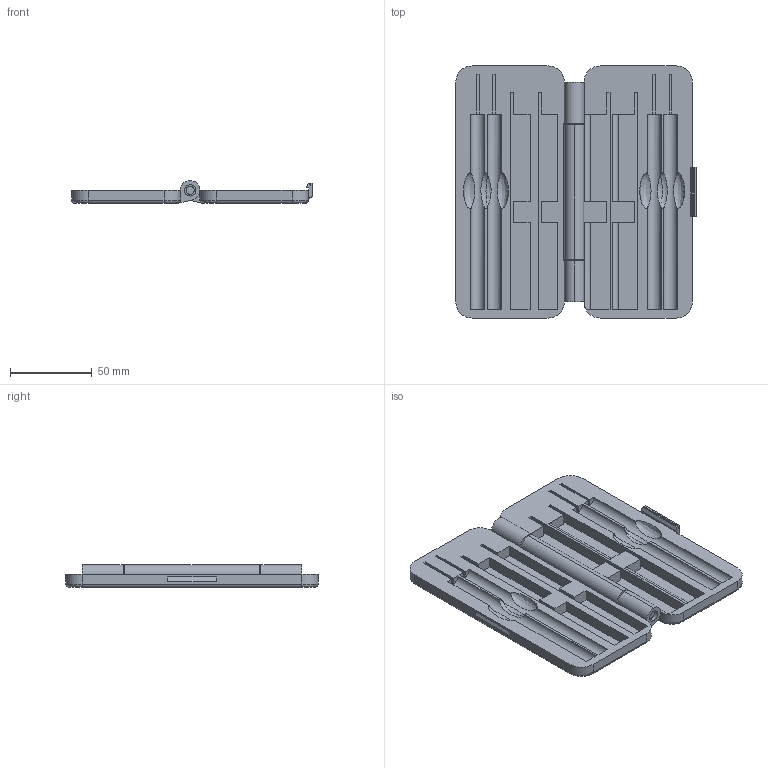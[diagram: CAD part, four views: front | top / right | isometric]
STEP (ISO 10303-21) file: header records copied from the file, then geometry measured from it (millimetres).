
FILE_DESCRIPTION (( 'STEP AP214' ), '1' );
FILE_NAME ('Assembly.STEP', '2019-05-31T02:16:46', ( '' ), ( '' ), 'SwSTEP 2.0', 'SolidWorks 2019', '' );
FILE_SCHEMA (( 'AUTOMOTIVE_DESIGN' ));
Length unit declared in the file: millimetre
Products named in the file (1): Assembly
Bounding box: 147.3 x 154.5 x 14 mm (x, y, z)
Volume: 124666.9 mm3; surface area: 65186.2 mm2
Topology: 2 solids, 2 shells, 173 faces, 469 edges, 296 vertices
Faces by surface type: plane 117, cylinder 40, bspline 8, torus 8
Entity records: 7666 total; most frequent: CARTESIAN_POINT 1472, ORIENTED_EDGE 914, DIRECTION 871, EDGE_CURVE 457, VECTOR 329, LINE 329, VERTEX_POINT 296, AXIS2_PLACEMENT_3D 271
